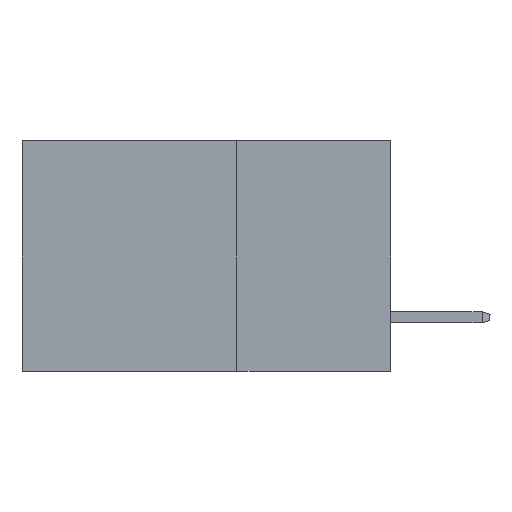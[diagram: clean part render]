
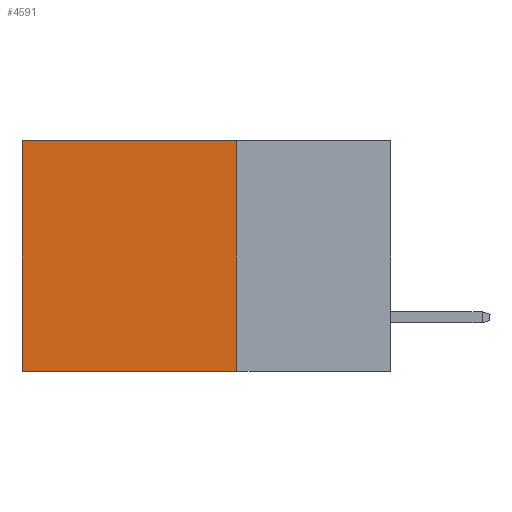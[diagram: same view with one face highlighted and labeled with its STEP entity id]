
A CAD part, left-side view. The second image highlights one B-rep face of the part: STEP entity #4591.
In plain terms, the highlighted planar face has unit normal (-1, 0, 0).
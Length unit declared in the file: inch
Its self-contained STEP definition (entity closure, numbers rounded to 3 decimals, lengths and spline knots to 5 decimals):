
#726 = VECTOR ( 'NONE', #4329, 39.37008 ) ;
#928 = VERTEX_POINT ( 'NONE', #16023 ) ;
#1870 = VECTOR ( 'NONE', #11771, 39.37008 ) ;
#2985 = LINE ( 'NONE', #5859, #18161 ) ;
#3524 = DIRECTION ( 'NONE',  ( 0., 0., -1. ) ) ;
#4329 = DIRECTION ( 'NONE',  ( 0., 1., 0. ) ) ;
#4348 = AXIS2_PLACEMENT_3D ( 'NONE', #8417, #7900, #3524 ) ;
#4583 = VERTEX_POINT ( 'NONE', #20728 ) ;
#4591 = ADVANCED_FACE ( 'NONE', ( #5750 ), #19188, .F. ) ;
#4657 = EDGE_CURVE ( 'NONE', #928, #4583, #4995, .T. ) ;
#4995 = LINE ( 'NONE', #10365, #12061 ) ;
#5702 = VERTEX_POINT ( 'NONE', #10915 ) ;
#5750 = FACE_OUTER_BOUND ( 'NONE', #18782, .T. ) ;
#5859 = CARTESIAN_POINT ( 'NONE',  ( 0.2875, 0.25, -0.375 ) ) ;
#7479 = VERTEX_POINT ( 'NONE', #15012 ) ;
#7632 = DIRECTION ( 'NONE',  ( 0., 0., -1. ) ) ;
#7900 = DIRECTION ( 'NONE',  ( 1., 0., 0. ) ) ;
#8417 = CARTESIAN_POINT ( 'NONE',  ( 0.2875, 0.25, -0.375 ) ) ;
#8470 = CARTESIAN_POINT ( 'NONE',  ( 0.2875, 0.6, -0.375 ) ) ;
#8798 = EDGE_CURVE ( 'NONE', #7479, #5702, #9602, .T. ) ;
#9467 = EDGE_CURVE ( 'NONE', #7479, #928, #2985, .T. ) ;
#9602 = LINE ( 'NONE', #16984, #726 ) ;
#10365 = CARTESIAN_POINT ( 'NONE',  ( 0.2875, 0.25, -0.375 ) ) ;
#10915 = CARTESIAN_POINT ( 'NONE',  ( 0.2875, 0.6, 0. ) ) ;
#11184 = ORIENTED_EDGE ( 'NONE', *, *, #4657, .F. ) ;
#11723 = DIRECTION ( 'NONE',  ( 0., 1., 0. ) ) ;
#11771 = DIRECTION ( 'NONE',  ( 0., 0., -1. ) ) ;
#12061 = VECTOR ( 'NONE', #11723, 39.37008 ) ;
#12380 = EDGE_CURVE ( 'NONE', #5702, #4583, #14488, .T. ) ;
#14488 = LINE ( 'NONE', #8470, #1870 ) ;
#15012 = CARTESIAN_POINT ( 'NONE',  ( 0.2875, 0.25, 0. ) ) ;
#16023 = CARTESIAN_POINT ( 'NONE',  ( 0.2875, 0.25, -0.375 ) ) ;
#16822 = ORIENTED_EDGE ( 'NONE', *, *, #9467, .F. ) ;
#16984 = CARTESIAN_POINT ( 'NONE',  ( 0.2875, 0.25, 0. ) ) ;
#18161 = VECTOR ( 'NONE', #7632, 39.37008 ) ;
#18782 = EDGE_LOOP ( 'NONE', ( #20741, #11184, #16822, #20658 ) ) ;
#19188 = PLANE ( 'NONE',  #4348 ) ;
#20658 = ORIENTED_EDGE ( 'NONE', *, *, #8798, .T. ) ;
#20728 = CARTESIAN_POINT ( 'NONE',  ( 0.2875, 0.6, -0.375 ) ) ;
#20741 = ORIENTED_EDGE ( 'NONE', *, *, #12380, .T. ) ;
